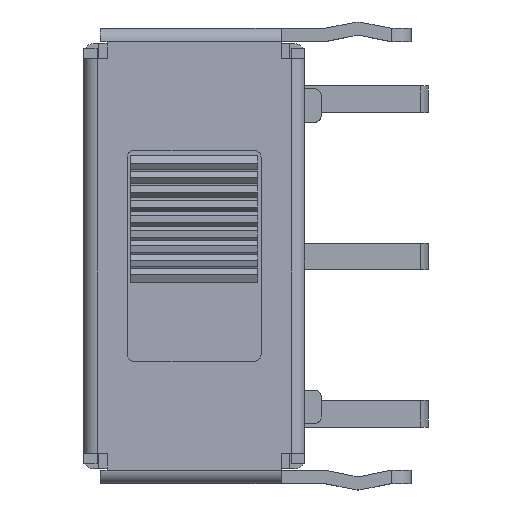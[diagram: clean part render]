
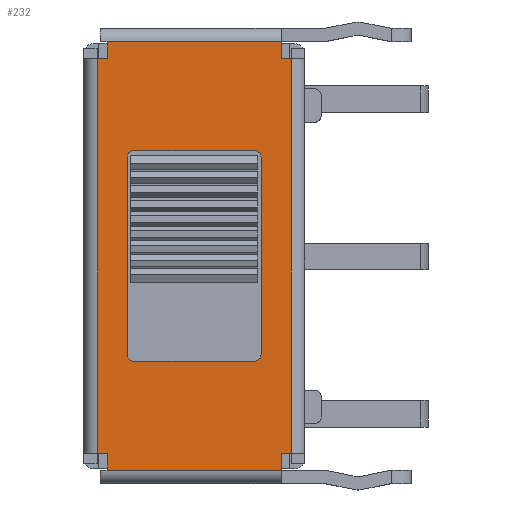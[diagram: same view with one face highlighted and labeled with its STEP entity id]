
A CAD part, top view. The second image highlights one B-rep face of the part: STEP entity #232.
In plain terms, the highlighted planar face has unit normal (0, 0, 1).
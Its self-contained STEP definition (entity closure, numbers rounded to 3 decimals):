
#232 = ADVANCED_FACE( '', ( #752, #753 ), #754, .F. );
#752 = FACE_BOUND( '', #1470, .T. );
#753 = FACE_OUTER_BOUND( '', #1471, .T. );
#754 = PLANE( '', #1472 );
#1470 = EDGE_LOOP( '', ( #4177, #4178, #4179, #4180, #4181, #4182, #4183, #4184 ) );
#1471 = EDGE_LOOP( '', ( #4185, #4186, #4187, #4188, #4189, #4190, #4191, #4192, #4193, #4194, #4195, #4196 ) );
#1472 = AXIS2_PLACEMENT_3D( '', #4197, #4198, #4199 );
#4177 = ORIENTED_EDGE( '', *, *, #6083, .F. );
#4178 = ORIENTED_EDGE( '', *, *, #6069, .T. );
#4179 = ORIENTED_EDGE( '', *, *, #6071, .F. );
#4180 = ORIENTED_EDGE( '', *, *, #6074, .T. );
#4181 = ORIENTED_EDGE( '', *, *, #6076, .F. );
#4182 = ORIENTED_EDGE( '', *, *, #6078, .T. );
#4183 = ORIENTED_EDGE( '', *, *, #6079, .F. );
#4184 = ORIENTED_EDGE( '', *, *, #6082, .T. );
#4185 = ORIENTED_EDGE( '', *, *, #6166, .F. );
#4186 = ORIENTED_EDGE( '', *, *, #6284, .T. );
#4187 = ORIENTED_EDGE( '', *, *, #6273, .T. );
#4188 = ORIENTED_EDGE( '', *, *, #6126, .F. );
#4189 = ORIENTED_EDGE( '', *, *, #6285, .T. );
#4190 = ORIENTED_EDGE( '', *, *, #6159, .T. );
#4191 = ORIENTED_EDGE( '', *, *, #6275, .F. );
#4192 = ORIENTED_EDGE( '', *, *, #6286, .T. );
#4193 = ORIENTED_EDGE( '', *, *, #6262, .F. );
#4194 = ORIENTED_EDGE( '', *, *, #6084, .F. );
#4195 = ORIENTED_EDGE( '', *, *, #6287, .T. );
#4196 = ORIENTED_EDGE( '', *, *, #6123, .T. );
#4197 = CARTESIAN_POINT( '', ( 2.9, -6.425, 0.4 ) );
#4198 = DIRECTION( '', ( 0., 0., -1. ) );
#4199 = DIRECTION( '', ( 1., 0., 0. ) );
#6069 = EDGE_CURVE( '', #7297, #7295, #7298, .T. );
#6071 = EDGE_CURVE( '', #7300, #7295, #7301, .T. );
#6074 = EDGE_CURVE( '', #7300, #7303, #7305, .T. );
#6076 = EDGE_CURVE( '', #7306, #7303, #7308, .T. );
#6078 = EDGE_CURVE( '', #7306, #7309, #7311, .T. );
#6079 = EDGE_CURVE( '', #7312, #7309, #7313, .T. );
#6082 = EDGE_CURVE( '', #7312, #7315, #7317, .T. );
#6083 = EDGE_CURVE( '', #7297, #7315, #7318, .T. );
#6084 = EDGE_CURVE( '', #7319, #7320, #7321, .T. );
#6123 = EDGE_CURVE( '', #7386, #7392, #7394, .T. );
#6126 = EDGE_CURVE( '', #7398, #7400, #7401, .T. );
#6159 = EDGE_CURVE( '', #7462, #7463, #7464, .T. );
#6166 = EDGE_CURVE( '', #7473, #7392, #7475, .T. );
#6262 = EDGE_CURVE( '', #7320, #7624, #7625, .T. );
#6273 = EDGE_CURVE( '', #7639, #7400, #7641, .T. );
#6275 = EDGE_CURVE( '', #7642, #7463, #7644, .T. );
#6284 = EDGE_CURVE( '', #7473, #7639, #7657, .F. );
#6285 = EDGE_CURVE( '', #7398, #7462, #7658, .F. );
#6286 = EDGE_CURVE( '', #7642, #7624, #7659, .T. );
#6287 = EDGE_CURVE( '', #7319, #7386, #7660, .T. );
#7295 = VERTEX_POINT( '', #9187 );
#7297 = VERTEX_POINT( '', #9190 );
#7298 = CIRCLE( '', #9191, 0.2 );
#7300 = VERTEX_POINT( '', #9194 );
#7301 = LINE( '', #9195, #9196 );
#7303 = VERTEX_POINT( '', #9199 );
#7305 = CIRCLE( '', #9202, 0.2 );
#7306 = VERTEX_POINT( '', #9203 );
#7308 = LINE( '', #9206, #9207 );
#7309 = VERTEX_POINT( '', #9208 );
#7311 = CIRCLE( '', #9211, 0.2 );
#7312 = VERTEX_POINT( '', #9212 );
#7313 = LINE( '', #9213, #9214 );
#7315 = VERTEX_POINT( '', #9217 );
#7317 = CIRCLE( '', #9220, 0.2 );
#7318 = LINE( '', #9221, #9222 );
#7319 = VERTEX_POINT( '', #9223 );
#7320 = VERTEX_POINT( '', #9224 );
#7321 = LINE( '', #9225, #9226 );
#7386 = VERTEX_POINT( '', #9310 );
#7392 = VERTEX_POINT( '', #9318 );
#7394 = LINE( '', #9321, #9322 );
#7398 = VERTEX_POINT( '', #9327 );
#7400 = VERTEX_POINT( '', #9329 );
#7401 = LINE( '', #9330, #9331 );
#7462 = VERTEX_POINT( '', #9410 );
#7463 = VERTEX_POINT( '', #9411 );
#7464 = LINE( '', #9412, #9413 );
#7473 = VERTEX_POINT( '', #9426 );
#7475 = LINE( '', #9429, #9430 );
#7624 = VERTEX_POINT( '', #9646 );
#7625 = LINE( '', #9647, #9648 );
#7639 = VERTEX_POINT( '', #9669 );
#7641 = LINE( '', #9672, #9673 );
#7642 = VERTEX_POINT( '', #9674 );
#7644 = LINE( '', #9677, #9678 );
#7657 = LINE( '', #9697, #9698 );
#7658 = LINE( '', #9699, #9700 );
#7659 = LINE( '', #9701, #9702 );
#7660 = LINE( '', #9703, #9704 );
#9187 = CARTESIAN_POINT( '', ( 1.8, -3.15, 0.4 ) );
#9190 = CARTESIAN_POINT( '', ( 2., -2.95, 0.4 ) );
#9191 = AXIS2_PLACEMENT_3D( '', #11385, #11386, #11387 );
#9194 = CARTESIAN_POINT( '', ( -1.8, -3.15, 0.4 ) );
#9195 = CARTESIAN_POINT( '', ( 2.9, -3.15, 0.4 ) );
#9196 = VECTOR( '', #11389, 1000. );
#9199 = CARTESIAN_POINT( '', ( -2., -2.95, 0.4 ) );
#9202 = AXIS2_PLACEMENT_3D( '', #11392, #11393, #11394 );
#9203 = CARTESIAN_POINT( '', ( -2., 2.95, 0.4 ) );
#9206 = CARTESIAN_POINT( '', ( -2., -6.425, 0.4 ) );
#9207 = VECTOR( '', #11396, 1000. );
#9208 = CARTESIAN_POINT( '', ( -1.8, 3.15, 0.4 ) );
#9211 = AXIS2_PLACEMENT_3D( '', #11398, #11399, #11400 );
#9212 = CARTESIAN_POINT( '', ( 1.8, 3.15, 0.4 ) );
#9213 = CARTESIAN_POINT( '', ( 2.9, 3.15, 0.4 ) );
#9214 = VECTOR( '', #11401, 1000. );
#9217 = CARTESIAN_POINT( '', ( 2., 2.95, 0.4 ) );
#9220 = AXIS2_PLACEMENT_3D( '', #11404, #11405, #11406 );
#9221 = CARTESIAN_POINT( '', ( 2., -6.425, 0.4 ) );
#9222 = VECTOR( '', #11407, 1000. );
#9223 = CARTESIAN_POINT( '', ( 2.9, -5.9, 0.4 ) );
#9224 = CARTESIAN_POINT( '', ( 2.6, -5.9, 0.4 ) );
#9225 = CARTESIAN_POINT( '', ( 3.3, -5.9, 0.4 ) );
#9226 = VECTOR( '', #11408, 1000. );
#9310 = CARTESIAN_POINT( '', ( 2.9, 5.9, 0.4 ) );
#9318 = CARTESIAN_POINT( '', ( 2.6, 5.9, 0.4 ) );
#9321 = CARTESIAN_POINT( '', ( 3.3, 5.9, 0.4 ) );
#9322 = VECTOR( '', #11479, 1000. );
#9327 = CARTESIAN_POINT( '', ( -2.9, 5.9, 0.4 ) );
#9329 = CARTESIAN_POINT( '', ( -2.6, 5.9, 0.4 ) );
#9330 = CARTESIAN_POINT( '', ( -3.3, 5.9, 0.4 ) );
#9331 = VECTOR( '', #11484, 1000. );
#9410 = CARTESIAN_POINT( '', ( -2.9, -5.9, 0.4 ) );
#9411 = CARTESIAN_POINT( '', ( -2.6, -5.9, 0.4 ) );
#9412 = CARTESIAN_POINT( '', ( -3.3, -5.9, 0.4 ) );
#9413 = VECTOR( '', #11545, 1000. );
#9426 = CARTESIAN_POINT( '', ( 2.6, 6.4, 0.4 ) );
#9429 = CARTESIAN_POINT( '', ( 2.6, 6.425, 0.4 ) );
#9430 = VECTOR( '', #11554, 1000. );
#9646 = CARTESIAN_POINT( '', ( 2.6, -6.4, 0.4 ) );
#9647 = CARTESIAN_POINT( '', ( 2.6, 6.425, 0.4 ) );
#9648 = VECTOR( '', #11706, 1000. );
#9669 = CARTESIAN_POINT( '', ( -2.6, 6.4, 0.4 ) );
#9672 = CARTESIAN_POINT( '', ( -2.6, 6.425, 0.4 ) );
#9673 = VECTOR( '', #11721, 1000. );
#9674 = CARTESIAN_POINT( '', ( -2.6, -6.4, 0.4 ) );
#9677 = CARTESIAN_POINT( '', ( -2.6, -6.425, 0.4 ) );
#9678 = VECTOR( '', #11723, 1000. );
#9697 = CARTESIAN_POINT( '', ( 2.9, 6.4, 0.4 ) );
#9698 = VECTOR( '', #11736, 1000. );
#9699 = CARTESIAN_POINT( '', ( -2.9, -6.425, 0.4 ) );
#9700 = VECTOR( '', #11737, 1000. );
#9701 = CARTESIAN_POINT( '', ( 2.9, -6.4, 0.4 ) );
#9702 = VECTOR( '', #11738, 1000. );
#9703 = CARTESIAN_POINT( '', ( 2.9, -6.425, 0.4 ) );
#9704 = VECTOR( '', #11739, 1000. );
#11385 = CARTESIAN_POINT( '', ( 1.8, -2.95, 0.4 ) );
#11386 = DIRECTION( '', ( 0., 0., -1. ) );
#11387 = DIRECTION( '', ( 0., -1., 0. ) );
#11389 = DIRECTION( '', ( 1., 0., 0. ) );
#11392 = CARTESIAN_POINT( '', ( -1.8, -2.95, 0.4 ) );
#11393 = DIRECTION( '', ( 0., 0., -1. ) );
#11394 = DIRECTION( '', ( 0., -1., 0. ) );
#11396 = DIRECTION( '', ( 0., -1., 0. ) );
#11398 = CARTESIAN_POINT( '', ( -1.8, 2.95, 0.4 ) );
#11399 = DIRECTION( '', ( 0., 0., -1. ) );
#11400 = DIRECTION( '', ( 0., -1., 0. ) );
#11401 = DIRECTION( '', ( -1., 0., 0. ) );
#11404 = CARTESIAN_POINT( '', ( 1.8, 2.95, 0.4 ) );
#11405 = DIRECTION( '', ( 0., 0., -1. ) );
#11406 = DIRECTION( '', ( 0., -1., 0. ) );
#11407 = DIRECTION( '', ( 0., 1., 0. ) );
#11408 = DIRECTION( '', ( -1., 0., 0. ) );
#11479 = DIRECTION( '', ( -1., 0., 0. ) );
#11484 = DIRECTION( '', ( 1., 0., 0. ) );
#11545 = DIRECTION( '', ( 1., 0., 0. ) );
#11554 = DIRECTION( '', ( 0., -1., 0. ) );
#11706 = DIRECTION( '', ( 0., -1., 0. ) );
#11721 = DIRECTION( '', ( 0., -1., 0. ) );
#11723 = DIRECTION( '', ( 0., 1., 0. ) );
#11736 = DIRECTION( '', ( 1., 0., 0. ) );
#11737 = DIRECTION( '', ( 0., 1., 0. ) );
#11738 = DIRECTION( '', ( 1., 0., 0. ) );
#11739 = DIRECTION( '', ( 0., 1., 0. ) );
